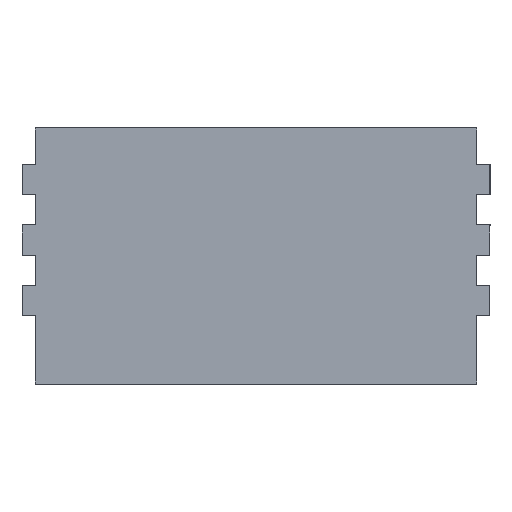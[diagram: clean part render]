
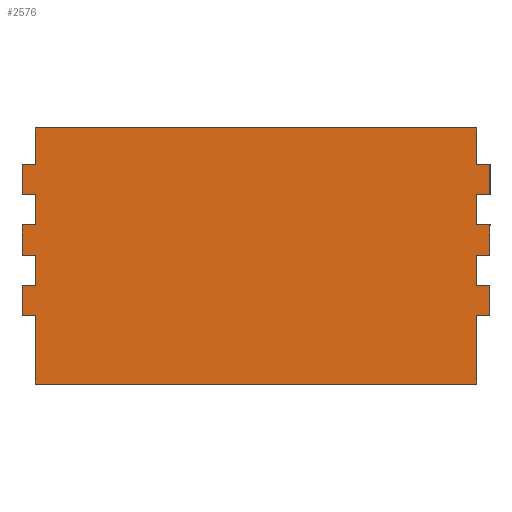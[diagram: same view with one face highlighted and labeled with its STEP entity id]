
A CAD part, front view. The second image highlights one B-rep face of the part: STEP entity #2576.
In plain terms, the highlighted planar face has unit normal (0, -1, 0).
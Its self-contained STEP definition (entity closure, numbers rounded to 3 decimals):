
#239=FACE_OUTER_BOUND('',#377,.T.);
#377=EDGE_LOOP('',(#1953,#1954,#1955,#1956,#1957,#1958,#1959,#1960,#1961,
#1962,#1963,#1964,#1965,#1966,#1967,#1968,#1969,#1970,#1971,#1972,#1973,
#1974,#1975,#1976,#1977,#1978,#1979,#1980));
#480=LINE('',#3387,#751);
#486=LINE('',#3400,#757);
#490=LINE('',#3409,#761);
#496=LINE('',#3424,#767);
#499=LINE('',#3432,#770);
#502=LINE('',#3440,#773);
#505=LINE('',#3448,#776);
#508=LINE('',#3456,#779);
#511=LINE('',#3464,#782);
#513=LINE('',#3468,#784);
#569=LINE('',#3789,#840);
#570=LINE('',#3791,#841);
#571=LINE('',#3793,#842);
#576=LINE('',#3804,#847);
#578=LINE('',#3809,#849);
#581=LINE('',#3815,#852);
#584=LINE('',#3820,#855);
#586=LINE('',#3825,#857);
#591=LINE('',#3836,#862);
#593=LINE('',#3842,#864);
#595=LINE('',#3848,#866);
#598=LINE('',#3855,#869);
#600=LINE('',#3861,#871);
#602=LINE('',#3867,#873);
#605=LINE('',#3873,#876);
#608=LINE('',#3879,#879);
#609=LINE('',#3881,#880);
#610=LINE('',#3883,#881);
#751=VECTOR('',#2834,10.);
#757=VECTOR('',#2842,10.);
#761=VECTOR('',#2848,10.);
#767=VECTOR('',#2858,10.);
#770=VECTOR('',#2865,10.);
#773=VECTOR('',#2872,10.);
#776=VECTOR('',#2879,10.);
#779=VECTOR('',#2886,10.);
#782=VECTOR('',#2893,10.);
#784=VECTOR('',#2897,10.);
#840=VECTOR('',#3001,10.);
#841=VECTOR('',#3004,10.);
#842=VECTOR('',#3007,10.);
#847=VECTOR('',#3018,10.);
#849=VECTOR('',#3022,10.);
#852=VECTOR('',#3027,10.);
#855=VECTOR('',#3032,10.);
#857=VECTOR('',#3036,10.);
#862=VECTOR('',#3045,10.);
#864=VECTOR('',#3051,10.);
#866=VECTOR('',#3057,10.);
#869=VECTOR('',#3064,10.);
#871=VECTOR('',#3070,10.);
#873=VECTOR('',#3076,10.);
#876=VECTOR('',#3085,10.);
#879=VECTOR('',#3094,10.);
#880=VECTOR('',#3097,10.);
#881=VECTOR('',#3100,10.);
#1022=VERTEX_POINT('',#3385);
#1023=VERTEX_POINT('',#3386);
#1028=VERTEX_POINT('',#3398);
#1029=VERTEX_POINT('',#3399);
#1032=VERTEX_POINT('',#3407);
#1033=VERTEX_POINT('',#3408);
#1039=VERTEX_POINT('',#3421);
#1040=VERTEX_POINT('',#3423);
#1043=VERTEX_POINT('',#3431);
#1046=VERTEX_POINT('',#3439);
#1049=VERTEX_POINT('',#3446);
#1052=VERTEX_POINT('',#3454);
#1055=VERTEX_POINT('',#3462);
#1056=VERTEX_POINT('',#3467);
#1160=VERTEX_POINT('',#3803);
#1161=VERTEX_POINT('',#3807);
#1162=VERTEX_POINT('',#3808);
#1163=VERTEX_POINT('',#3813);
#1164=VERTEX_POINT('',#3814);
#1165=VERTEX_POINT('',#3819);
#1166=VERTEX_POINT('',#3823);
#1167=VERTEX_POINT('',#3824);
#1171=VERTEX_POINT('',#3835);
#1173=VERTEX_POINT('',#3841);
#1175=VERTEX_POINT('',#3847);
#1177=VERTEX_POINT('',#3853);
#1179=VERTEX_POINT('',#3859);
#1181=VERTEX_POINT('',#3865);
#1284=EDGE_CURVE('',#1022,#1023,#480,.T.);
#1290=EDGE_CURVE('',#1028,#1029,#486,.T.);
#1294=EDGE_CURVE('',#1032,#1033,#490,.T.);
#1301=EDGE_CURVE('',#1040,#1039,#496,.T.);
#1305=EDGE_CURVE('',#1043,#1032,#499,.T.);
#1309=EDGE_CURVE('',#1046,#1028,#502,.T.);
#1313=EDGE_CURVE('',#1029,#1049,#505,.T.);
#1317=EDGE_CURVE('',#1033,#1052,#508,.T.);
#1321=EDGE_CURVE('',#1023,#1055,#511,.T.);
#1323=EDGE_CURVE('',#1039,#1056,#513,.T.);
#1433=EDGE_CURVE('',#1055,#1046,#569,.T.);
#1434=EDGE_CURVE('',#1049,#1043,#570,.T.);
#1435=EDGE_CURVE('',#1052,#1040,#571,.T.);
#1440=EDGE_CURVE('',#1160,#1022,#576,.T.);
#1442=EDGE_CURVE('',#1161,#1162,#578,.T.);
#1445=EDGE_CURVE('',#1163,#1164,#581,.T.);
#1448=EDGE_CURVE('',#1165,#1160,#584,.T.);
#1450=EDGE_CURVE('',#1166,#1167,#586,.T.);
#1456=EDGE_CURVE('',#1171,#1165,#591,.T.);
#1459=EDGE_CURVE('',#1173,#1163,#593,.T.);
#1462=EDGE_CURVE('',#1175,#1161,#595,.T.);
#1466=EDGE_CURVE('',#1167,#1177,#598,.T.);
#1469=EDGE_CURVE('',#1162,#1179,#600,.T.);
#1472=EDGE_CURVE('',#1164,#1181,#602,.T.);
#1475=EDGE_CURVE('',#1056,#1166,#605,.T.);
#1478=EDGE_CURVE('',#1181,#1171,#608,.T.);
#1479=EDGE_CURVE('',#1179,#1173,#609,.T.);
#1480=EDGE_CURVE('',#1177,#1175,#610,.T.);
#1953=ORIENTED_EDGE('',*,*,#1323,.T.);
#1954=ORIENTED_EDGE('',*,*,#1475,.T.);
#1955=ORIENTED_EDGE('',*,*,#1450,.T.);
#1956=ORIENTED_EDGE('',*,*,#1466,.T.);
#1957=ORIENTED_EDGE('',*,*,#1480,.T.);
#1958=ORIENTED_EDGE('',*,*,#1462,.T.);
#1959=ORIENTED_EDGE('',*,*,#1442,.T.);
#1960=ORIENTED_EDGE('',*,*,#1469,.T.);
#1961=ORIENTED_EDGE('',*,*,#1479,.T.);
#1962=ORIENTED_EDGE('',*,*,#1459,.T.);
#1963=ORIENTED_EDGE('',*,*,#1445,.T.);
#1964=ORIENTED_EDGE('',*,*,#1472,.T.);
#1965=ORIENTED_EDGE('',*,*,#1478,.T.);
#1966=ORIENTED_EDGE('',*,*,#1456,.T.);
#1967=ORIENTED_EDGE('',*,*,#1448,.T.);
#1968=ORIENTED_EDGE('',*,*,#1440,.T.);
#1969=ORIENTED_EDGE('',*,*,#1284,.T.);
#1970=ORIENTED_EDGE('',*,*,#1321,.T.);
#1971=ORIENTED_EDGE('',*,*,#1433,.T.);
#1972=ORIENTED_EDGE('',*,*,#1309,.T.);
#1973=ORIENTED_EDGE('',*,*,#1290,.T.);
#1974=ORIENTED_EDGE('',*,*,#1313,.T.);
#1975=ORIENTED_EDGE('',*,*,#1434,.T.);
#1976=ORIENTED_EDGE('',*,*,#1305,.T.);
#1977=ORIENTED_EDGE('',*,*,#1294,.T.);
#1978=ORIENTED_EDGE('',*,*,#1317,.T.);
#1979=ORIENTED_EDGE('',*,*,#1435,.T.);
#1980=ORIENTED_EDGE('',*,*,#1301,.T.);
#2495=PLANE('',#2758);
#2576=ADVANCED_FACE('',(#239),#2495,.T.);
#2758=AXIS2_PLACEMENT_3D('',#3882,#3098,#3099);
#2834=DIRECTION('',(0.,0.,-1.));
#2842=DIRECTION('',(0.,0.,-1.));
#2848=DIRECTION('',(0.,0.,-1.));
#2858=DIRECTION('',(1.,0.,0.));
#2865=DIRECTION('',(1.,0.,0.));
#2872=DIRECTION('',(1.,0.,0.));
#2879=DIRECTION('',(-1.,0.,0.));
#2886=DIRECTION('',(-1.,0.,0.));
#2893=DIRECTION('',(-1.,0.,0.));
#2897=DIRECTION('',(0.,0.,-1.));
#3001=DIRECTION('',(0.,0.,-1.));
#3004=DIRECTION('',(0.,0.,-1.));
#3007=DIRECTION('',(0.,0.,-1.));
#3018=DIRECTION('',(-1.,0.,0.));
#3022=DIRECTION('',(0.,0.,1.));
#3027=DIRECTION('',(0.,0.,1.));
#3032=DIRECTION('',(0.,0.,1.));
#3036=DIRECTION('',(0.,0.,1.));
#3045=DIRECTION('',(-1.,0.,0.));
#3051=DIRECTION('',(-1.,0.,0.));
#3057=DIRECTION('',(-1.,0.,0.));
#3064=DIRECTION('',(1.,0.,0.));
#3070=DIRECTION('',(1.,0.,0.));
#3076=DIRECTION('',(1.,0.,0.));
#3085=DIRECTION('',(1.,0.,0.));
#3094=DIRECTION('',(0.,0.,1.));
#3097=DIRECTION('',(0.,0.,1.));
#3098=DIRECTION('center_axis',(0.,-1.,0.));
#3099=DIRECTION('ref_axis',(1.,0.,0.));
#3100=DIRECTION('',(0.,0.,1.));
#3385=CARTESIAN_POINT('',(0.5,32.,39.75));
#3386=CARTESIAN_POINT('',(0.5,32.,34.24));
#3387=CARTESIAN_POINT('',(0.5,32.,2.45));
#3398=CARTESIAN_POINT('',(0.5,32.,29.74));
#3399=CARTESIAN_POINT('',(0.5,32.,25.24));
#3400=CARTESIAN_POINT('',(0.5,32.,2.45));
#3407=CARTESIAN_POINT('',(0.5,32.,20.74));
#3408=CARTESIAN_POINT('',(0.5,32.,16.24));
#3409=CARTESIAN_POINT('',(0.5,32.,2.45));
#3421=CARTESIAN_POINT('',(0.5,32.,11.74));
#3423=CARTESIAN_POINT('',(-1.5,32.,11.74));
#3424=CARTESIAN_POINT('',(0.5,32.,11.74));
#3431=CARTESIAN_POINT('',(-1.5,32.,20.74));
#3432=CARTESIAN_POINT('',(0.5,32.,20.74));
#3439=CARTESIAN_POINT('',(-1.5,32.,29.74));
#3440=CARTESIAN_POINT('',(0.5,32.,29.74));
#3446=CARTESIAN_POINT('',(-1.5,32.,25.24));
#3448=CARTESIAN_POINT('',(0.5,32.,25.24));
#3454=CARTESIAN_POINT('',(-1.5,32.,16.24));
#3456=CARTESIAN_POINT('',(0.5,32.,16.24));
#3462=CARTESIAN_POINT('',(-1.5,32.,34.24));
#3464=CARTESIAN_POINT('',(0.5,32.,34.24));
#3467=CARTESIAN_POINT('',(0.5,32.,1.45));
#3468=CARTESIAN_POINT('',(0.5,32.,2.45));
#3789=CARTESIAN_POINT('',(-1.5,32.,29.675));
#3791=CARTESIAN_POINT('',(-1.5,32.,29.675));
#3793=CARTESIAN_POINT('',(-1.5,32.,29.675));
#3803=CARTESIAN_POINT('',(66.5,32.,39.75));
#3804=CARTESIAN_POINT('',(33.5,32.,39.75));
#3807=CARTESIAN_POINT('',(66.5,32.,16.24));
#3808=CARTESIAN_POINT('',(66.5,32.,20.74));
#3809=CARTESIAN_POINT('',(66.5,32.,2.45));
#3813=CARTESIAN_POINT('',(66.5,32.,25.24));
#3814=CARTESIAN_POINT('',(66.5,32.,29.74));
#3815=CARTESIAN_POINT('',(66.5,32.,2.45));
#3819=CARTESIAN_POINT('',(66.5,32.,34.24));
#3820=CARTESIAN_POINT('',(66.5,32.,2.45));
#3823=CARTESIAN_POINT('',(66.5,32.,1.45));
#3824=CARTESIAN_POINT('',(66.5,32.,11.74));
#3825=CARTESIAN_POINT('',(66.5,32.,2.45));
#3835=CARTESIAN_POINT('',(68.5,32.,34.24));
#3836=CARTESIAN_POINT('',(33.5,32.,34.24));
#3841=CARTESIAN_POINT('',(68.5,32.,25.24));
#3842=CARTESIAN_POINT('',(33.5,32.,25.24));
#3847=CARTESIAN_POINT('',(68.5,32.,16.24));
#3848=CARTESIAN_POINT('',(33.5,32.,16.24));
#3853=CARTESIAN_POINT('',(68.5,32.,11.74));
#3855=CARTESIAN_POINT('',(33.5,32.,11.74));
#3859=CARTESIAN_POINT('',(68.5,32.,20.74));
#3861=CARTESIAN_POINT('',(33.5,32.,20.74));
#3865=CARTESIAN_POINT('',(68.5,32.,29.74));
#3867=CARTESIAN_POINT('',(33.5,32.,29.74));
#3873=CARTESIAN_POINT('',(33.5,32.,1.45));
#3879=CARTESIAN_POINT('',(68.5,32.,29.675));
#3881=CARTESIAN_POINT('',(68.5,32.,29.675));
#3882=CARTESIAN_POINT('Origin',(0.5,32.,2.45));
#3883=CARTESIAN_POINT('',(68.5,32.,29.675));
